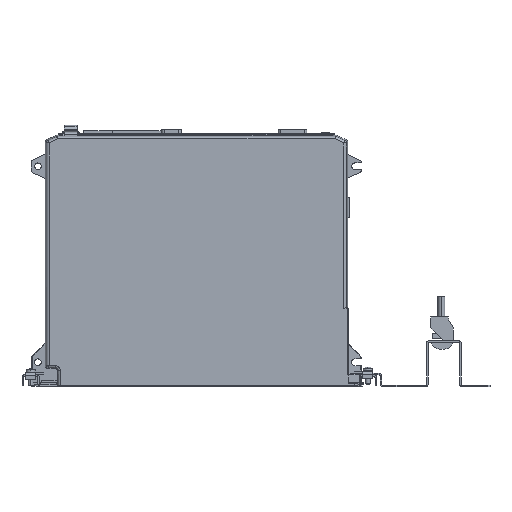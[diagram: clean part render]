
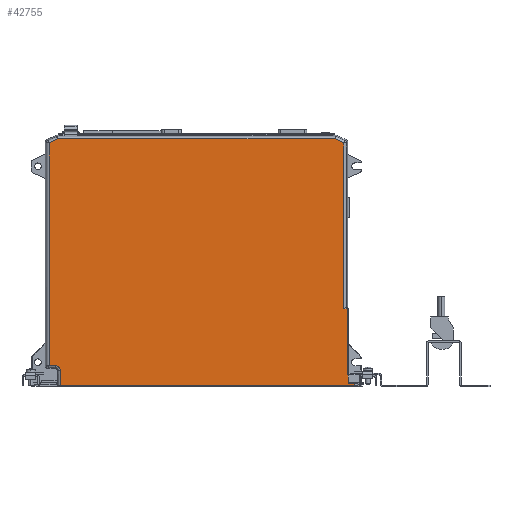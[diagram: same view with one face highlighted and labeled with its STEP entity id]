
A CAD part, left-side view. The second image highlights one B-rep face of the part: STEP entity #42755.
In plain terms, the highlighted planar face has unit normal (-1, 0, 0).
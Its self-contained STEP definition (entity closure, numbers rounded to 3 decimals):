
#603 = CARTESIAN_POINT ( 'NONE',  ( -24.5, -263.581, 211.188 ) ) ;
#968 = CARTESIAN_POINT ( 'NONE',  ( -24.5, -263.581, 107.557 ) ) ;
#1454 = LINE ( 'NONE', #29501, #39290 ) ;
#1606 = CARTESIAN_POINT ( 'NONE',  ( -24.5, -7.176, 18.448 ) ) ;
#1889 = VERTEX_POINT ( 'NONE', #37190 ) ;
#1915 = CARTESIAN_POINT ( 'NONE',  ( -24.5, -273.331, 2.7 ) ) ;
#2439 = EDGE_CURVE ( 'NONE', #17212, #4042, #1454, .T. ) ;
#2539 = DIRECTION ( 'NONE',  ( 0., 1., 0. ) ) ;
#2576 = VECTOR ( 'NONE', #43477, 1000. ) ;
#2938 = LINE ( 'NONE', #4866, #5672 ) ;
#3071 = FACE_OUTER_BOUND ( 'NONE', #27039, .T. ) ;
#3227 =( BOUNDED_CURVE ( )  B_SPLINE_CURVE ( 3, ( #14292, #18210, #3481, #24875 ),
 .UNSPECIFIED., .F., .T. ) 
 B_SPLINE_CURVE_WITH_KNOTS ( ( 4, 4 ),
 ( 0., 1. ),
 .UNSPECIFIED. ) 
 CURVE ( )  GEOMETRIC_REPRESENTATION_ITEM ( )  RATIONAL_B_SPLINE_CURVE ( ( 1., 0.805, 0.805, 1. ) ) 
 REPRESENTATION_ITEM ( '' )  );
#3306 = ORIENTED_EDGE ( 'NONE', *, *, #44666, .F. ) ;
#3455 = ORIENTED_EDGE ( 'NONE', *, *, #27610, .F. ) ;
#3460 = VERTEX_POINT ( 'NONE', #17576 ) ;
#3481 = CARTESIAN_POINT ( 'NONE',  ( -24.5, -267.914, 2.7 ) ) ;
#3791 = VECTOR ( 'NONE', #17387, 1000. ) ;
#3808 = LINE ( 'NONE', #603, #3791 ) ;
#4042 = VERTEX_POINT ( 'NONE', #37227 ) ;
#4175 = VERTEX_POINT ( 'NONE', #17207 ) ;
#4410 = DIRECTION ( 'NONE',  ( 0., 0., -1. ) ) ;
#4456 = VERTEX_POINT ( 'NONE', #33957 ) ;
#4512 = CARTESIAN_POINT ( 'NONE',  ( -24.5, -140.625, 67.348 ) ) ;
#4591 = DIRECTION ( 'NONE',  ( 0., 0.998, 0.061 ) ) ;
#4759 = VERTEX_POINT ( 'NONE', #36684 ) ;
#4822 = LINE ( 'NONE', #29428, #2576 ) ;
#4866 = CARTESIAN_POINT ( 'NONE',  ( -24.5, -140.625, 214.665 ) ) ;
#5113 = DIRECTION ( 'NONE',  ( 0., 0., -1. ) ) ;
#5324 = CARTESIAN_POINT ( 'NONE',  ( -24.5, -15.374, 214.665 ) ) ;
#5672 = VECTOR ( 'NONE', #40287, 1000. ) ;
#5698 = VECTOR ( 'NONE', #2539, 1000. ) ;
#6200 = VERTEX_POINT ( 'NONE', #29498 ) ;
#6207 = DIRECTION ( 'NONE',  ( 0., 0., -1. ) ) ;
#6368 = CARTESIAN_POINT ( 'NONE',  ( -24.5, -17.811, 13.554 ) ) ;
#7208 = EDGE_CURVE ( 'NONE', #36912, #43328, #3808, .T. ) ;
#8678 = CARTESIAN_POINT ( 'NONE',  ( -24.5, -263.581, 211.188 ) ) ;
#8835 = ORIENTED_EDGE ( 'NONE', *, *, #41417, .F. ) ;
#10644 = ORIENTED_EDGE ( 'NONE', *, *, #29941, .T. ) ;
#11029 = VECTOR ( 'NONE', #36848, 1000. ) ;
#11354 = ORIENTED_EDGE ( 'NONE', *, *, #27102, .F. ) ;
#11865 = DIRECTION ( 'NONE',  ( 0., -1., 0. ) ) ;
#11892 = EDGE_CURVE ( 'NONE', #35123, #32960, #24791, .T. ) ;
#12062 = VECTOR ( 'NONE', #30090, 1000. ) ;
#13413 = DIRECTION ( 'NONE',  ( 0., -1., 0. ) ) ;
#14292 = CARTESIAN_POINT ( 'NONE',  ( -24.5, -267.5, 3.7 ) ) ;
#14493 = ORIENTED_EDGE ( 'NONE', *, *, #11892, .F. ) ;
#14508 = ORIENTED_EDGE ( 'NONE', *, *, #37040, .F. ) ;
#14931 = CARTESIAN_POINT ( 'NONE',  ( -24.5, -266.5, 67.348 ) ) ;
#14932 = ORIENTED_EDGE ( 'NONE', *, *, #38790, .F. ) ;
#15016 = ORIENTED_EDGE ( 'NONE', *, *, #36264, .F. ) ;
#16344 = CARTESIAN_POINT ( 'NONE',  ( -24.5, -266.5, 107.557 ) ) ;
#16521 = CARTESIAN_POINT ( 'NONE',  ( -24.5, -16.087, 17.903 ) ) ;
#16929 = VECTOR ( 'NONE', #13413, 1000. ) ;
#17207 = CARTESIAN_POINT ( 'NONE',  ( -24.5, -13.575, 18.057 ) ) ;
#17212 = VERTEX_POINT ( 'NONE', #20976 ) ;
#17322 = ORIENTED_EDGE ( 'NONE', *, *, #29933, .F. ) ;
#17387 = DIRECTION ( 'NONE',  ( 0., -0.906, -0.423 ) ) ;
#17576 = CARTESIAN_POINT ( 'NONE',  ( -24.5, -266.5, 9.994 ) ) ;
#18210 = CARTESIAN_POINT ( 'NONE',  ( -24.5, -267.5, 3.114 ) ) ;
#19973 = VERTEX_POINT ( 'NONE', #39884 ) ;
#20031 =( BOUNDED_CURVE ( )  B_SPLINE_CURVE ( 3, ( #6368, #30314, #16521, #43899 ),
 .UNSPECIFIED., .F., .T. ) 
 B_SPLINE_CURVE_WITH_KNOTS ( ( 4, 4 ),
 ( 0., 1. ),
 .UNSPECIFIED. ) 
 CURVE ( )  GEOMETRIC_REPRESENTATION_ITEM ( )  RATIONAL_B_SPLINE_CURVE ( ( 1., 0.819, 0.819, 1. ) ) 
 REPRESENTATION_ITEM ( '' )  );
#20468 = EDGE_CURVE ( 'NONE', #4759, #27395, #42704, .T. ) ;
#20502 = ORIENTED_EDGE ( 'NONE', *, *, #39381, .F. ) ;
#20976 = CARTESIAN_POINT ( 'NONE',  ( -24.5, -7.919, 211.188 ) ) ;
#21658 = ORIENTED_EDGE ( 'NONE', *, *, #7208, .F. ) ;
#21910 = LINE ( 'NONE', #35477, #24093 ) ;
#22064 = CARTESIAN_POINT ( 'NONE',  ( -24.5, -256.126, 214.665 ) ) ;
#22535 = CARTESIAN_POINT ( 'NONE',  ( -24.5, -267.5, 107.557 ) ) ;
#24093 = VECTOR ( 'NONE', #4410, 1000. ) ;
#24791 = LINE ( 'NONE', #38805, #35546 ) ;
#24875 = CARTESIAN_POINT ( 'NONE',  ( -24.5, -268.5, 2.7 ) ) ;
#25240 = DIRECTION ( 'NONE',  ( 0., 0., 1. ) ) ;
#25377 = CARTESIAN_POINT ( 'NONE',  ( -24.5, -17.811, 13.554 ) ) ;
#25844 = LINE ( 'NONE', #40947, #5698 ) ;
#26017 = DIRECTION ( 'NONE',  ( 0., 0., -1. ) ) ;
#27039 = EDGE_LOOP ( 'NONE', ( #14508, #41185, #11354, #21658, #14932, #30327, #41515, #17322, #30627, #14493, #20502, #8835, #3306, #15016, #3455, #10644 ) ) ;
#27102 = EDGE_CURVE ( 'NONE', #43328, #4759, #32465, .T. ) ;
#27145 = LINE ( 'NONE', #16344, #43777 ) ;
#27395 = VERTEX_POINT ( 'NONE', #14931 ) ;
#27610 = EDGE_CURVE ( 'NONE', #1889, #4456, #43904, .T. ) ;
#27903 = PLANE ( 'NONE',  #39585 ) ;
#29428 = CARTESIAN_POINT ( 'NONE',  ( -24.5, -267.246, 9.955 ) ) ;
#29498 = CARTESIAN_POINT ( 'NONE',  ( -24.5, -268.5, 2.7 ) ) ;
#29501 = CARTESIAN_POINT ( 'NONE',  ( -24.5, -7.919, 113.863 ) ) ;
#29933 = EDGE_CURVE ( 'NONE', #4175, #4042, #39792, .T. ) ;
#29941 = EDGE_CURVE ( 'NONE', #1889, #3460, #4822, .T. ) ;
#30090 = DIRECTION ( 'NONE',  ( 0., 0., -1. ) ) ;
#30314 = CARTESIAN_POINT ( 'NONE',  ( -24.5, -17.811, 16.071 ) ) ;
#30327 = ORIENTED_EDGE ( 'NONE', *, *, #44997, .F. ) ;
#30627 = ORIENTED_EDGE ( 'NONE', *, *, #37652, .F. ) ;
#30904 = DIRECTION ( 'NONE',  ( 0., 0., -1. ) ) ;
#32465 = LINE ( 'NONE', #968, #43631 ) ;
#32960 = VERTEX_POINT ( 'NONE', #25377 ) ;
#33957 = CARTESIAN_POINT ( 'NONE',  ( -24.5, -267.5, 3.7 ) ) ;
#35123 = VERTEX_POINT ( 'NONE', #39893 ) ;
#35477 = CARTESIAN_POINT ( 'NONE',  ( -24.5, -273.331, 107.557 ) ) ;
#35484 = LINE ( 'NONE', #38234, #16929 ) ;
#35546 = VECTOR ( 'NONE', #25240, 1000. ) ;
#36264 = EDGE_CURVE ( 'NONE', #4456, #6200, #3227, .T. ) ;
#36684 = CARTESIAN_POINT ( 'NONE',  ( -24.5, -263.581, 67.348 ) ) ;
#36848 = DIRECTION ( 'NONE',  ( 0., -0.906, 0.423 ) ) ;
#36912 = VERTEX_POINT ( 'NONE', #22064 ) ;
#36992 = CARTESIAN_POINT ( 'NONE',  ( -24.5, -15.374, 214.665 ) ) ;
#37040 = EDGE_CURVE ( 'NONE', #27395, #3460, #27145, .T. ) ;
#37190 = CARTESIAN_POINT ( 'NONE',  ( -24.5, -267.5, 9.941 ) ) ;
#37227 = CARTESIAN_POINT ( 'NONE',  ( -24.5, -7.919, 18.403 ) ) ;
#37519 = LINE ( 'NONE', #5324, #11029 ) ;
#37652 = EDGE_CURVE ( 'NONE', #32960, #4175, #20031, .T. ) ;
#37657 = VERTEX_POINT ( 'NONE', #36992 ) ;
#38234 = CARTESIAN_POINT ( 'NONE',  ( -24.5, -140.625, 2.7 ) ) ;
#38790 = EDGE_CURVE ( 'NONE', #37657, #36912, #2938, .T. ) ;
#38805 = CARTESIAN_POINT ( 'NONE',  ( -24.5, -17.811, 107.557 ) ) ;
#39230 = VERTEX_POINT ( 'NONE', #1915 ) ;
#39290 = VECTOR ( 'NONE', #5113, 1000. ) ;
#39381 = EDGE_CURVE ( 'NONE', #19973, #35123, #25844, .T. ) ;
#39585 = AXIS2_PLACEMENT_3D ( 'NONE', #41277, #41953, #30904 ) ;
#39792 = LINE ( 'NONE', #1606, #40048 ) ;
#39884 = CARTESIAN_POINT ( 'NONE',  ( -24.5, -273.331, 0.45 ) ) ;
#39893 = CARTESIAN_POINT ( 'NONE',  ( -24.5, -17.811, 0.45 ) ) ;
#40048 = VECTOR ( 'NONE', #4591, 1000. ) ;
#40287 = DIRECTION ( 'NONE',  ( 0., -1., 0. ) ) ;
#40947 = CARTESIAN_POINT ( 'NONE',  ( -24.5, -140.625, 0.45 ) ) ;
#41185 = ORIENTED_EDGE ( 'NONE', *, *, #20468, .F. ) ;
#41277 = CARTESIAN_POINT ( 'NONE',  ( -24.5, -273.331, 214.665 ) ) ;
#41417 = EDGE_CURVE ( 'NONE', #39230, #19973, #21910, .T. ) ;
#41515 = ORIENTED_EDGE ( 'NONE', *, *, #2439, .T. ) ;
#41953 = DIRECTION ( 'NONE',  ( 1., 0., 0. ) ) ;
#42704 = LINE ( 'NONE', #4512, #44067 ) ;
#42755 = ADVANCED_FACE ( 'NONE', ( #3071 ), #27903, .F. ) ;
#43328 = VERTEX_POINT ( 'NONE', #8678 ) ;
#43477 = DIRECTION ( 'NONE',  ( 0., 0.999, 0.052 ) ) ;
#43631 = VECTOR ( 'NONE', #26017, 1000. ) ;
#43777 = VECTOR ( 'NONE', #6207, 1000. ) ;
#43899 = CARTESIAN_POINT ( 'NONE',  ( -24.5, -13.575, 18.057 ) ) ;
#43904 = LINE ( 'NONE', #22535, #12062 ) ;
#44067 = VECTOR ( 'NONE', #11865, 1000. ) ;
#44666 = EDGE_CURVE ( 'NONE', #6200, #39230, #35484, .T. ) ;
#44997 = EDGE_CURVE ( 'NONE', #17212, #37657, #37519, .T. ) ;
